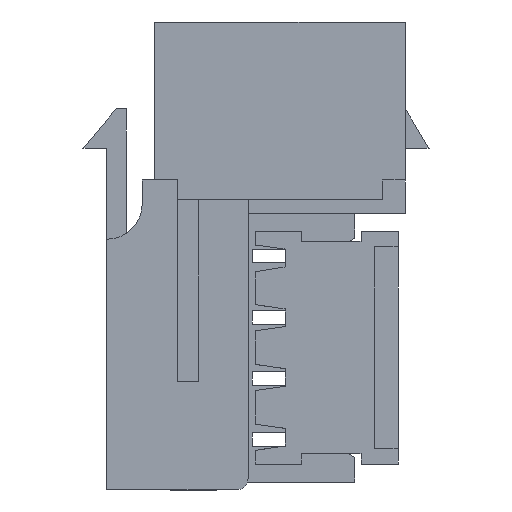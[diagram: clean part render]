
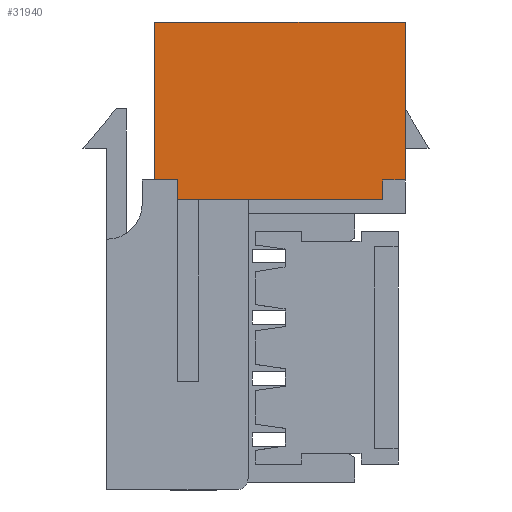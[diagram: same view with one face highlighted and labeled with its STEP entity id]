
A CAD part, left-side view. The second image highlights one B-rep face of the part: STEP entity #31940.
In plain terms, the highlighted face is planar.
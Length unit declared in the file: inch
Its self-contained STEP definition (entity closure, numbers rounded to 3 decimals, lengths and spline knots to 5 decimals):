
#31802 = EDGE_CURVE ( 'NONE', #31827, #31803, #44101, .T. ) ;
#31803 = VERTEX_POINT ( 'NONE', #44097 ) ;
#31810 = VERTEX_POINT ( 'NONE', #44082 ) ;
#31812 = EDGE_CURVE ( 'NONE', #31810, #31813, #44081, .T. ) ;
#31813 = VERTEX_POINT ( 'NONE', #44077 ) ;
#31827 = VERTEX_POINT ( 'NONE', #44118 ) ;
#31875 = VERTEX_POINT ( 'NONE', #44164 ) ;
#31877 = EDGE_CURVE ( 'NONE', #31875, #31878, #44227, .T. ) ;
#31878 = VERTEX_POINT ( 'NONE', #44223 ) ;
#31936 = EDGE_CURVE ( 'NONE', #31960, #31813, #44315, .T. ) ;
#31940 = ADVANCED_FACE ( 'NONE', ( #44307 ), #44306, .F. ) ;
#31941 = EDGE_LOOP ( 'NONE', ( #31942, #31945, #31947, #32007, #32009, #32010, #32011, #32013 ) ) ;
#31942 = ORIENTED_EDGE ( 'NONE', *, *, #31943, .T. ) ;
#31943 = EDGE_CURVE ( 'NONE', #31827, #31944, #44301, .T. ) ;
#31944 = VERTEX_POINT ( 'NONE', #44297 ) ;
#31945 = ORIENTED_EDGE ( 'NONE', *, *, #31946, .T. ) ;
#31946 = EDGE_CURVE ( 'NONE', #31944, #31878, #44296, .T. ) ;
#31947 = ORIENTED_EDGE ( 'NONE', *, *, #31877, .F. ) ;
#31960 = VERTEX_POINT ( 'NONE', #44336 ) ;
#32007 = ORIENTED_EDGE ( 'NONE', *, *, #32008, .F. ) ;
#32008 = EDGE_CURVE ( 'NONE', #31960, #31875, #44446, .T. ) ;
#32009 = ORIENTED_EDGE ( 'NONE', *, *, #31936, .T. ) ;
#32010 = ORIENTED_EDGE ( 'NONE', *, *, #31812, .F. ) ;
#32011 = ORIENTED_EDGE ( 'NONE', *, *, #32012, .F. ) ;
#32012 = EDGE_CURVE ( 'NONE', #31803, #31810, #44442, .T. ) ;
#32013 = ORIENTED_EDGE ( 'NONE', *, *, #31802, .F. ) ;
#44077 = CARTESIAN_POINT ( 'NONE',  ( 0.2875, -0.1575, 0.3175 ) ) ;
#44078 = DIRECTION ( 'NONE',  ( 0., 0., 1. ) ) ;
#44079 = VECTOR ( 'NONE', #44078, 39.37008 ) ;
#44080 = CARTESIAN_POINT ( 'NONE',  ( 0.2875, -0.1575, 0.3175 ) ) ;
#44081 = LINE ( 'NONE', #44080, #44079 ) ;
#44082 = CARTESIAN_POINT ( 'NONE',  ( 0.2875, -0.1575, 0.26 ) ) ;
#44097 = CARTESIAN_POINT ( 'NONE',  ( 0.2875, -0.2075, 0.26 ) ) ;
#44098 = DIRECTION ( 'NONE',  ( 0., 0., 1. ) ) ;
#44099 = VECTOR ( 'NONE', #44098, 39.37008 ) ;
#44100 = CARTESIAN_POINT ( 'NONE',  ( 0.2875, -0.2075, 0.26 ) ) ;
#44101 = LINE ( 'NONE', #44100, #44099 ) ;
#44118 = CARTESIAN_POINT ( 'NONE',  ( 0.2875, -0.2075, -0.26 ) ) ;
#44164 = CARTESIAN_POINT ( 'NONE',  ( 0.2875, 0.2425, -0.3175 ) ) ;
#44223 = CARTESIAN_POINT ( 'NONE',  ( 0.2875, -0.1575, -0.3175 ) ) ;
#44224 = DIRECTION ( 'NONE',  ( 0., -1., 0. ) ) ;
#44225 = VECTOR ( 'NONE', #44224, 39.37008 ) ;
#44226 = CARTESIAN_POINT ( 'NONE',  ( 0.2875, 0.2425, -0.3175 ) ) ;
#44227 = LINE ( 'NONE', #44226, #44225 ) ;
#44293 = DIRECTION ( 'NONE',  ( 0., 0., -1. ) ) ;
#44294 = VECTOR ( 'NONE', #44293, 39.37008 ) ;
#44295 = CARTESIAN_POINT ( 'NONE',  ( 0.2875, -0.1575, -0.26 ) ) ;
#44296 = LINE ( 'NONE', #44295, #44294 ) ;
#44297 = CARTESIAN_POINT ( 'NONE',  ( 0.2875, -0.1575, -0.26 ) ) ;
#44298 = DIRECTION ( 'NONE',  ( 0., 1., 0. ) ) ;
#44299 = VECTOR ( 'NONE', #44298, 39.37008 ) ;
#44300 = CARTESIAN_POINT ( 'NONE',  ( 0.2875, -0.2075, -0.26 ) ) ;
#44301 = LINE ( 'NONE', #44300, #44299 ) ;
#44302 = DIRECTION ( 'NONE',  ( 0., 0., 1. ) ) ;
#44303 = DIRECTION ( 'NONE',  ( -1., 0., 0. ) ) ;
#44304 = CARTESIAN_POINT ( 'NONE',  ( 0.2875, 0.2425, 0.3175 ) ) ;
#44305 = AXIS2_PLACEMENT_3D ( 'NONE', #44304, #44303, #44302 ) ;
#44306 = PLANE ( 'NONE',  #44305 ) ;
#44307 = FACE_OUTER_BOUND ( 'NONE', #31941, .T. ) ;
#44312 = DIRECTION ( 'NONE',  ( 0., -1., 0. ) ) ;
#44313 = VECTOR ( 'NONE', #44312, 39.37008 ) ;
#44314 = CARTESIAN_POINT ( 'NONE',  ( 0.2875, 0.2425, 0.3175 ) ) ;
#44315 = LINE ( 'NONE', #44314, #44313 ) ;
#44336 = CARTESIAN_POINT ( 'NONE',  ( 0.2875, 0.2425, 0.3175 ) ) ;
#44439 = DIRECTION ( 'NONE',  ( 0., 1., 0. ) ) ;
#44440 = VECTOR ( 'NONE', #44439, 39.37008 ) ;
#44441 = CARTESIAN_POINT ( 'NONE',  ( 0.2875, -0.1575, 0.26 ) ) ;
#44442 = LINE ( 'NONE', #44441, #44440 ) ;
#44443 = DIRECTION ( 'NONE',  ( 0., 0., -1. ) ) ;
#44444 = VECTOR ( 'NONE', #44443, 39.37008 ) ;
#44445 = CARTESIAN_POINT ( 'NONE',  ( 0.2875, 0.2425, 0.3175 ) ) ;
#44446 = LINE ( 'NONE', #44445, #44444 ) ;
